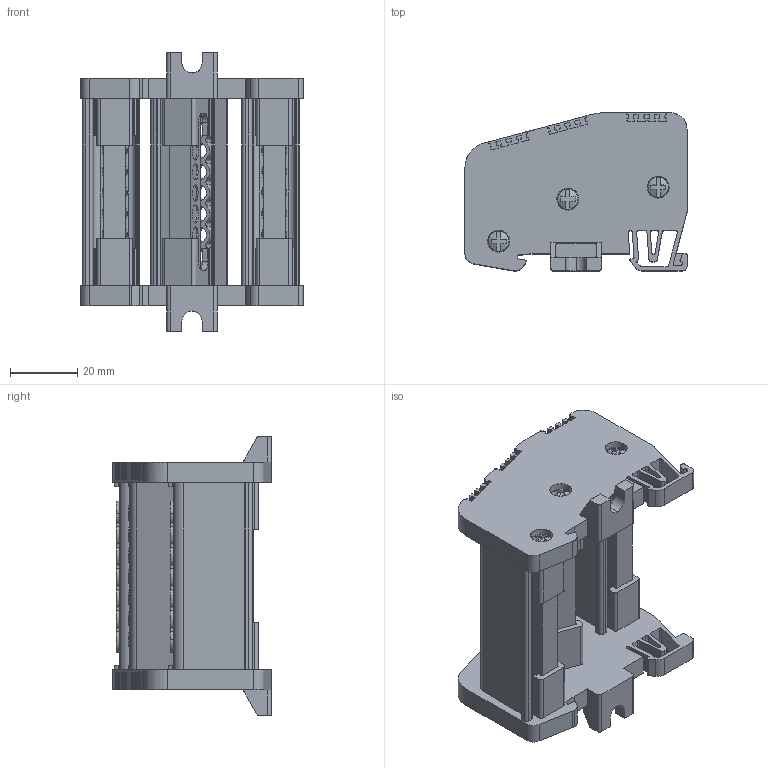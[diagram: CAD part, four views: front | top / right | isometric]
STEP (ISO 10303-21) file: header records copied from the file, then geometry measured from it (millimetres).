
FILE_DESCRIPTION (( 'STEP AP203' ), '1' );
FILE_NAME ('6,5x9 Üç Kutuplu Daðýtýcý Ünite - 7 Delikli.STEP', '2019-01-08T11:35:46', ( '' ), ( '' ), 'SwSTEP 2.0', 'SolidWorks 2011', '' );
FILE_SCHEMA (( 'CONFIG_CONTROL_DESIGN' ));
Products named in the file (1): 6,5x9 Üç Kutuplu Daðýtýcý Ünite - 7 Delikli
Bounding box: 66 x 47 x 82.7 mm (x, y, z)
Volume: 56924.2 mm3; surface area: 50254.2 mm2
Topology: 1 solids, 19 shells, 2427 faces, 6955 edges, 4655 vertices
Faces by surface type: plane 1186, cylinder 831, cone 284, bspline 126
Entity records: 95958 total; most frequent: CARTESIAN_POINT 37561, ORIENTED_EDGE 13910, DIRECTION 9480, EDGE_CURVE 6955, VERTEX_POINT 4655, LINE 3526, VECTOR 3526, AXIS2_PLACEMENT_3D 2977
